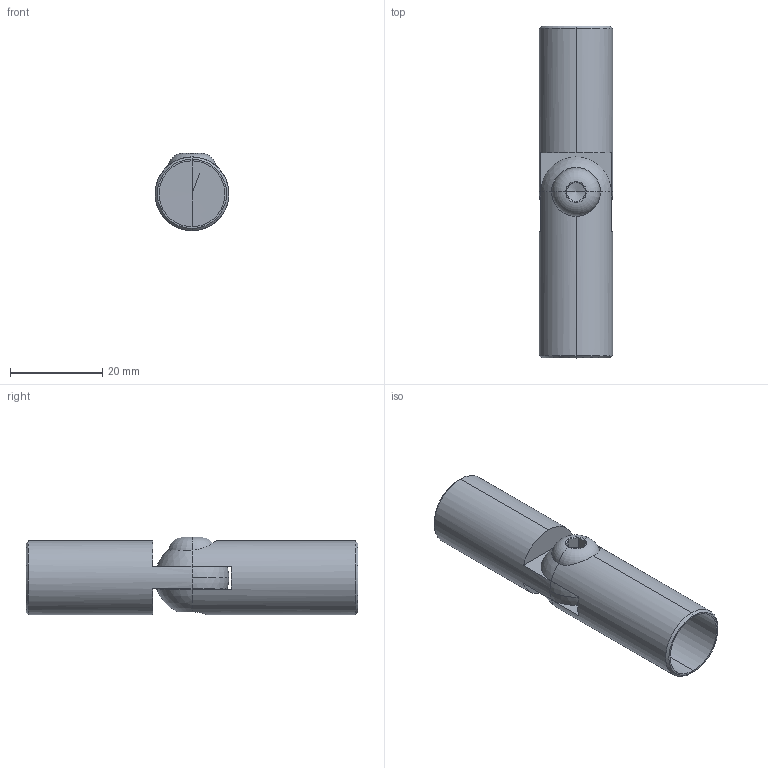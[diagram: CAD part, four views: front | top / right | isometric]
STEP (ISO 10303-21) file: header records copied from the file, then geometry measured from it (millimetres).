
FILE_DESCRIPTION (( 'STEP AP214' ), '1' );
FILE_NAME ('A_0302-014.STEP', '2021-04-13T07:08:10', ( '' ), ( '' ), 'SwSTEP 2.0', 'SolidWorks 2019', '' );
FILE_SCHEMA (( 'AUTOMOTIVE_DESIGN' ));
Length unit declared in the file: millimetre
Products named in the file (4): A_0302-014; A_0302-014-P1; A_0302-014-P2; SKRUTKA stn iso 7380_M6x10
Assembly tree (3 placements, depth 2):
  A_0302-014
    A_0302-014-P1
    A_0302-014-P2
    SKRUTKA stn iso 7380_M6x10
Bounding box: 16 x 72 x 16.78 mm (x, y, z)
Volume: 5707.5 mm3; surface area: 7833.2 mm2
Topology: 3 solids, 3 shells, 66 faces, 162 edges, 98 vertices
Faces by surface type: plane 24, cone 18, cylinder 18, sphere 4, torus 2
Entity records: 2230 total; most frequent: CARTESIAN_POINT 480, DIRECTION 352, ORIENTED_EDGE 312, EDGE_CURVE 156, AXIS2_PLACEMENT_3D 146, VERTEX_POINT 98, CIRCLE 74, EDGE_LOOP 74
